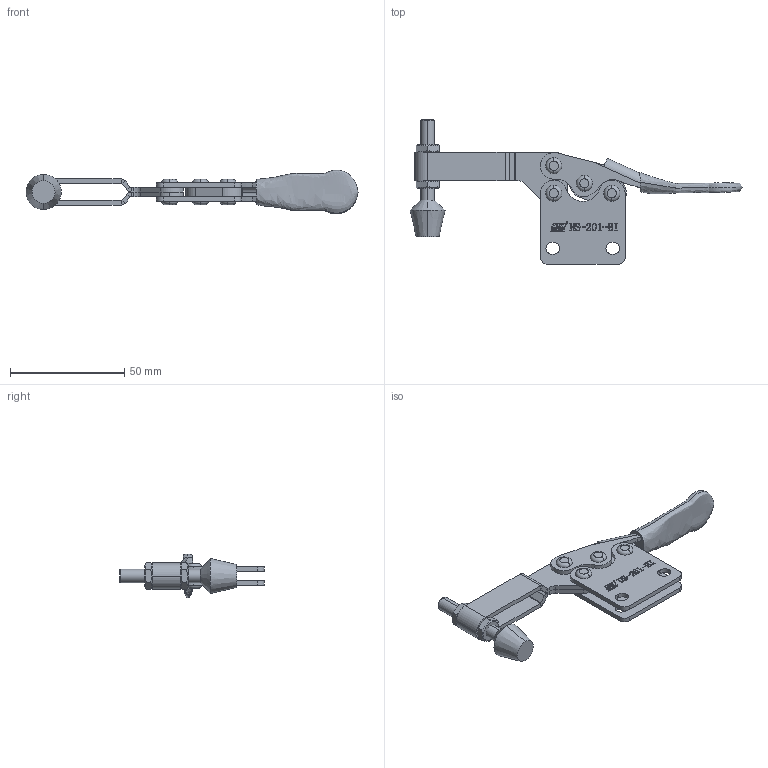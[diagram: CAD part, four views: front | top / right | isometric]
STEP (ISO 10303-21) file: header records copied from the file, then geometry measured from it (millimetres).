
FILE_DESCRIPTION (( 'STEP AP203' ), '1' );
FILE_NAME ('HS-201-BI 装配体.STEP', '2018-12-07T03:03:28', ( 'PCOS' ), ( '微软中国' ), 'SwSTEP 2.0', 'SolidWorks 2012', '' );
FILE_SCHEMA (( 'CONFIG_CONTROL_DESIGN' ));
Length unit declared in the file: millimetre
Products named in the file (10): HS-201-BI 蚾饜极; hexagon head bolts-full thread gb_GB_FASTENER_BOLT_STBAB A M6X40-C; hex thin nuts-grades ab-chamfered gb_GB_FASTENER_NUT_STNAB M6-N; 揤輸; 揤參; 种; 忒梟; 忒參; 蟀裝; 眻菁釱
Assembly tree (14 placements, depth 2):
  HS-201-BI 蚾饜极
    眻菁釱  x2
    蟀裝
    忒參
    忒梟
    种  x4
    揤參
    揤輸
    hex thin nuts-grades ab-chamfered gb_GB_FASTENER_NUT_STNAB M6-N  x2
    hexagon head bolts-full thread gb_GB_FASTENER_BOLT_STBAB A M6X40-C
Bounding box: 145.02 x 63.15 x 19.03 mm (x, y, z)
Volume: 18481.9 mm3; surface area: 18719.7 mm2
Topology: 14 solids, 14 shells, 1008 faces, 2667 edges, 1753 vertices
Faces by surface type: plane 525, bspline 266, cylinder 171, cone 30, torus 16
Entity records: 29532 total; most frequent: CARTESIAN_POINT 14863, ORIENTED_EDGE 3012, DIRECTION 2388, EDGE_CURVE 1506, VERTEX_POINT 983, LINE 932, VECTOR 932, AXIS2_PLACEMENT_3D 728
